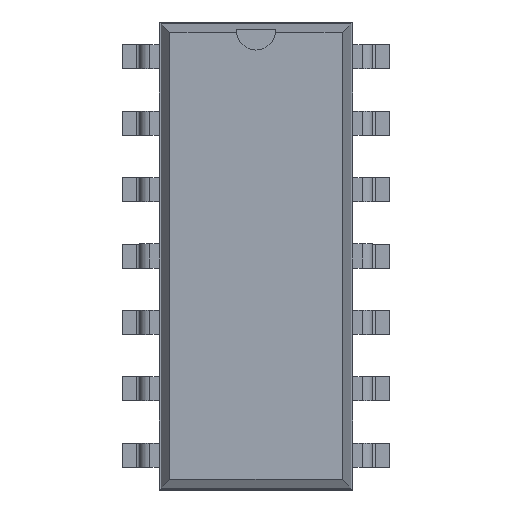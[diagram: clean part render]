
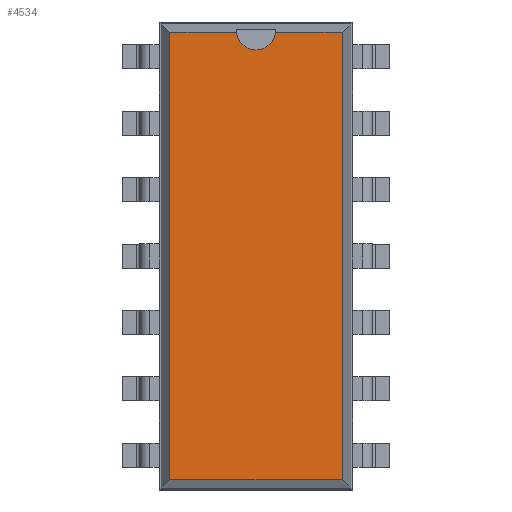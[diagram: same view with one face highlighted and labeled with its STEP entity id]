
A CAD part, top view. The second image highlights one B-rep face of the part: STEP entity #4534.
In plain terms, the highlighted planar face has unit normal (0, 0, 1).
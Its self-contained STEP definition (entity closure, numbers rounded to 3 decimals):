
#27=VECTOR('',#28,1.);
#28=DIRECTION('',(0.,1.,0.));
#34=VECTOR('',#35,1.);
#35=DIRECTION('',(-1.,0.,0.));
#41=VECTOR('',#42,1.);
#42=DIRECTION('',(0.,-1.,0.));
#46=VECTOR('',#47,1.);
#47=DIRECTION('',(1.,0.,0.));
#50=DIRECTION('',(0.,0.,-1.));
#951=DIRECTION('',(0.,0.,-1.));
#3067=VERTEX_POINT('',#3068);
#3068=CARTESIAN_POINT('',(3.296,8.551,3.68));
#3070=ORIENTED_EDGE('',*,*,#3071,.F.);
#3071=EDGE_CURVE('',#3072,#3067,#3074,.T.);
#3072=VERTEX_POINT('',#3073);
#3073=CARTESIAN_POINT('',(3.296,-8.551,3.68));
#3074=LINE('',#3073,#27);
#3770=VERTEX_POINT('',#3771);
#3771=CARTESIAN_POINT('',(-3.296,8.551,3.68));
#3773=ORIENTED_EDGE('',*,*,#3774,.F.);
#3774=EDGE_CURVE('',#3775,#3770,#3777,.T.);
#3775=VERTEX_POINT('',#3776);
#3776=CARTESIAN_POINT('',(-0.746,8.551,3.68));
#3777=LINE('',#3068,#34);
#3796=VERTEX_POINT('',#3797);
#3797=CARTESIAN_POINT('',(0.746,8.551,3.68));
#3803=ORIENTED_EDGE('',*,*,#3804,.F.);
#3804=EDGE_CURVE('',#3067,#3796,#3777,.T.);
#3833=VERTEX_POINT('',#3834);
#3834=CARTESIAN_POINT('',(-3.296,-8.551,3.68));
#3836=ORIENTED_EDGE('',*,*,#3837,.F.);
#3837=EDGE_CURVE('',#3770,#3833,#3838,.T.);
#3838=LINE('',#3771,#41);
#4529=ORIENTED_EDGE('',*,*,#4530,.F.);
#4530=EDGE_CURVE('',#3833,#3072,#4531,.T.);
#4531=LINE('',#3834,#46);
#4534=ADVANCED_FACE('',(#4535),#4546,.F.);
#4535=FACE_BOUND('',#4536,.F.);
#4536=EDGE_LOOP('',(#3070,#4529,#3836,#3773,#4537,#4544,#3803));
#4537=ORIENTED_EDGE('',*,*,#4538,.F.);
#4538=EDGE_CURVE('',#4539,#3775,#4541,.T.);
#4539=VERTEX_POINT('',#4540);
#4540=CARTESIAN_POINT('',(0.,7.876,3.68));
#4541=CIRCLE('',#4542,0.75);
#4542=AXIS2_PLACEMENT_3D('',#4543,#951,#42);
#4543=CARTESIAN_POINT('',(0.,8.626,3.68));
#4544=ORIENTED_EDGE('',*,*,#4545,.F.);
#4545=EDGE_CURVE('',#3796,#4539,#4541,.T.);
#4546=PLANE('',#4547);
#4547=AXIS2_PLACEMENT_3D('',#3073,#50,#4548);
#4548=DIRECTION('',(-0.36,0.933,0.));
